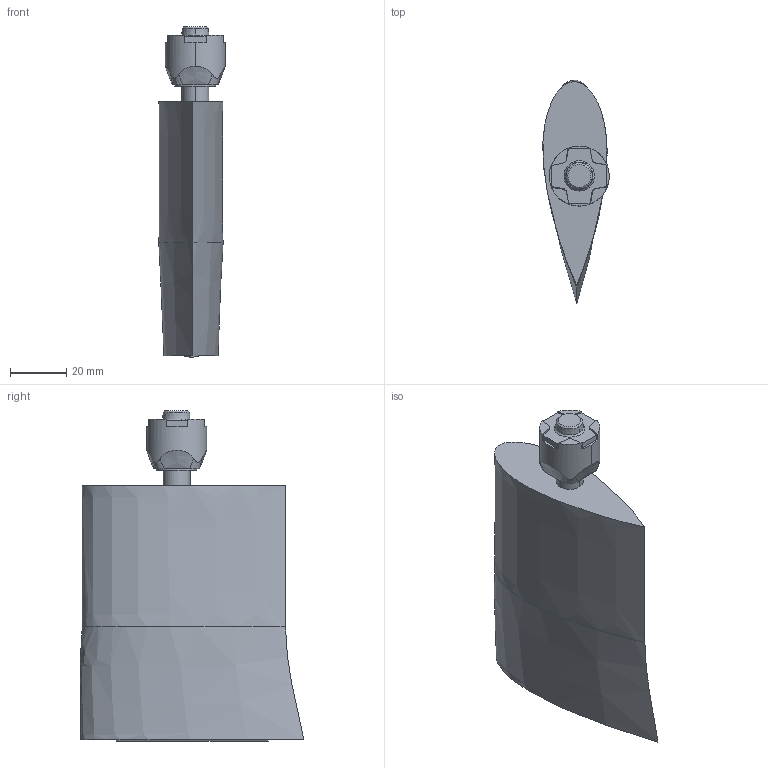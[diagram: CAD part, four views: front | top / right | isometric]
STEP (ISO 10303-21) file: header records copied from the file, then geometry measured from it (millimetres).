
FILE_DESCRIPTION((''),'2;1');
FILE_NAME('FLIPPER_RIGHT_LOWER','2023-06-27T17:55:14',('Andy'),(''),'CREO PARAMETRIC BY PTC INC, 2022073','CREO PARAMETRIC BY PTC INC, 2022073','');
FILE_SCHEMA(('CONFIG_CONTROL_DESIGN'));
Length unit declared in the file: millimetre
Products named in the file (1): FLIPPER_RIGHT_LOWER
Bounding box: 23.52 x 79.19 x 117.06 mm (x, y, z)
Volume: 106514.1 mm3; surface area: 18476.9 mm2
Topology: 1 solids, 1 shells, 69 faces, 192 edges, 130 vertices
Faces by surface type: plane 37, cylinder 14, bspline 10, cone 6, extrusion 2
Entity records: 3129 total; most frequent: CARTESIAN_POINT 1400, ORIENTED_EDGE 384, DIRECTION 300, EDGE_CURVE 192, VERTEX_POINT 130, VECTOR 102, LINE 100, AXIS2_PLACEMENT_3D 99
